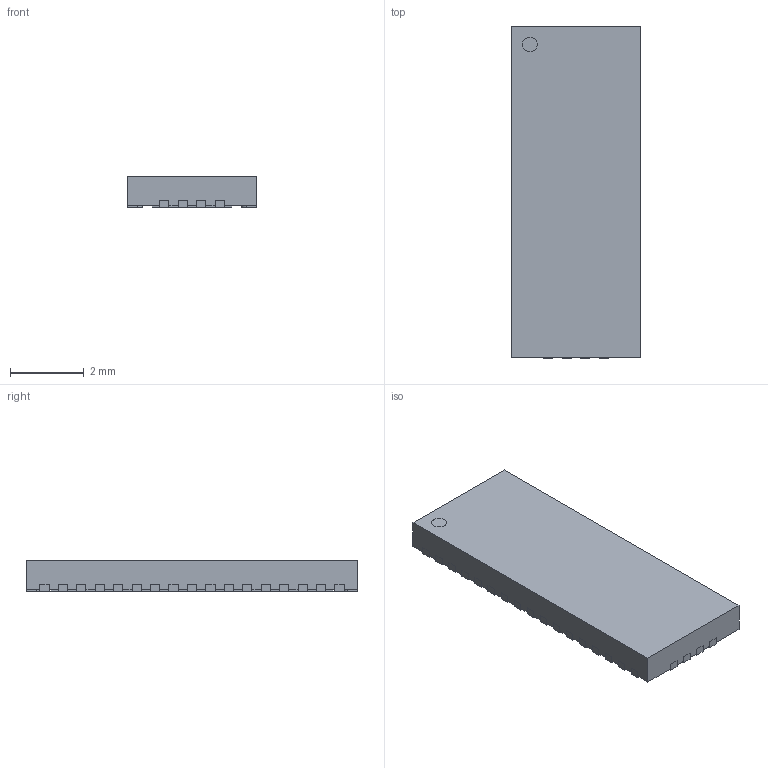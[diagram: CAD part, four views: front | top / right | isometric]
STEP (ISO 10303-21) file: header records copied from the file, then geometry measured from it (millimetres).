
FILE_DESCRIPTION((''),'2;1');
FILE_NAME('QFN50P350X900X84-43N-R215X765.stp','2013-10-01T09:24:35',(''),(''),'Mechanical Desktop 2011','Mechanical Desktop 2011',', , ');
FILE_SCHEMA(('AUTOMOTIVE_DESIGN { 1 2 10303 214 1 1 1 1 }'));
Length unit declared in the file: millimetre
Products named in the file (1): Product
Bounding box: 3.5 x 9 x 0.84 mm (x, y, z)
Volume: 25.9 mm3; surface area: 139.2 mm2
Topology: 45 solids, 45 shells, 439 faces, 1044 edges, 696 vertices
Faces by surface type: bspline 216, plane 177, cylinder 46
Entity records: 13135 total; most frequent: CARTESIAN_POINT 3416, ORIENTED_EDGE 2088, DIRECTION 1668, EDGE_CURVE 1044, VECTOR 868, LINE 868, VERTEX_POINT 696, EDGE_LOOP 440
